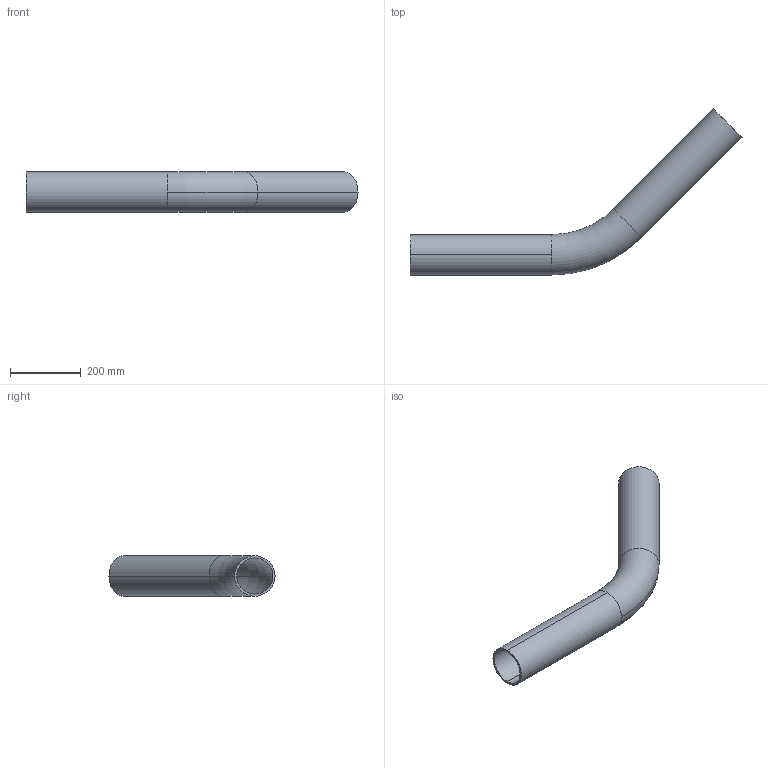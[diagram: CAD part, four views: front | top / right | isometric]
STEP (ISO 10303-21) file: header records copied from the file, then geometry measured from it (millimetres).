
FILE_DESCRIPTION (( 'STEP AP203' ), '1' );
FILE_NAME ('J003435-58-10_REV_.step', '2026-01-19T23:22:26', ( '' ), ( '' ), 'SwSTEP 2.0', 'SolidWorks 2025', '' );
FILE_SCHEMA (( 'CONFIG_CONTROL_DESIGN' ));
Length unit declared in the file: millimetre
Products named in the file (1): J003435-58-10_REV_
Bounding box: 938.92 x 469.74 x 114.3 mm (x, y, z)
Volume: 2122137.3 mm3; surface area: 711461.9 mm2
Topology: 1 solids, 1 shells, 14 faces, 32 edges, 20 vertices
Faces by surface type: cylinder 8, torus 4, plane 2
Entity records: 489 total; most frequent: DIRECTION 86, CARTESIAN_POINT 67, ORIENTED_EDGE 64, AXIS2_PLACEMENT_3D 39, EDGE_CURVE 32, CIRCLE 24, VERTEX_POINT 20, EDGE_LOOP 16
